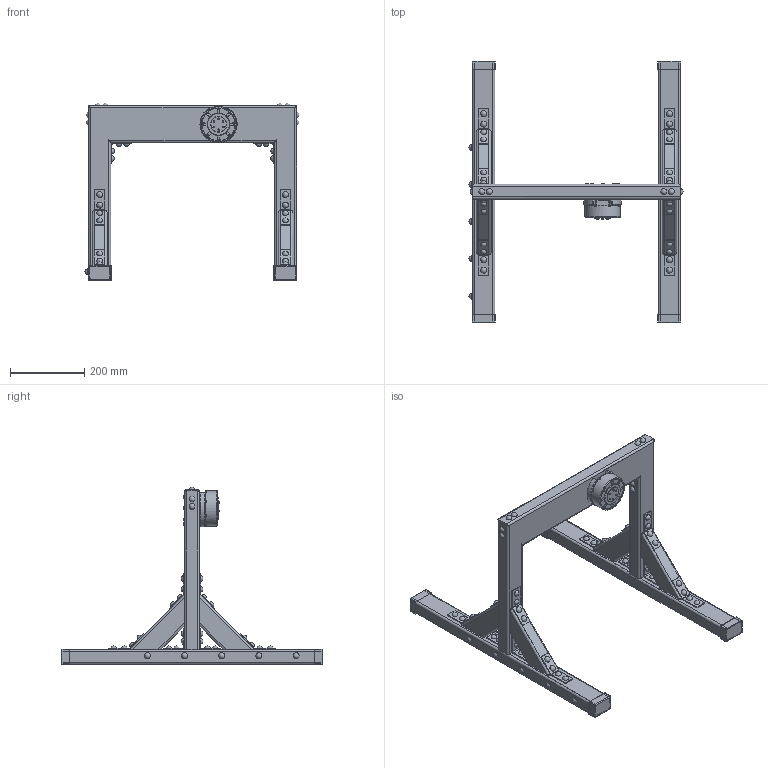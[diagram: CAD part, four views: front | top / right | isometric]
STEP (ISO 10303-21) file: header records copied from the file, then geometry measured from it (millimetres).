
FILE_DESCRIPTION(/* description */ (''),/* implementation_level */ '2;1');
FILE_NAME(/* name */ 'Base_ipt_8470b64e.STEP',/* time_stamp */ '2021-07-25T17:40:21-05:00',/* author */ ('Sergio Quintero'),/* organization */ (''),/* preprocessor_version */ 'ST-DEVELOPER v18',/* originating_system */ 'Autodesk Inventor 2020',/* authorisation */ '');
FILE_SCHEMA (('AUTOMOTIVE_DESIGN { 1 0 10303 214 3 1 1 }'));
Length unit declared in the file: millimetre
Products named in the file (1): Base
Bounding box: 576 x 704 x 477.5 mm (x, y, z)
Volume: 2510703.1 mm3; surface area: 1368662.9 mm2
Topology: 1 solids, 14 shells, 1463 faces, 3379 edges, 2168 vertices
Faces by surface type: plane 676, cylinder 406, cone 210, sphere 154, bspline 16, torus 1
Full cylindrical faces by diameter (mm): 3 x6, 4 x37, 10 x74, 42 x1, 43 x1, 60 x1, 96 x1
Entity records: 43286 total; most frequent: DIRECTION 7634, CARTESIAN_POINT 7626, ORIENTED_EDGE 6758, EDGE_CURVE 3379, AXIS2_PLACEMENT_3D 2982, VERTEX_POINT 2168, EDGE_LOOP 1763, LINE 1670
